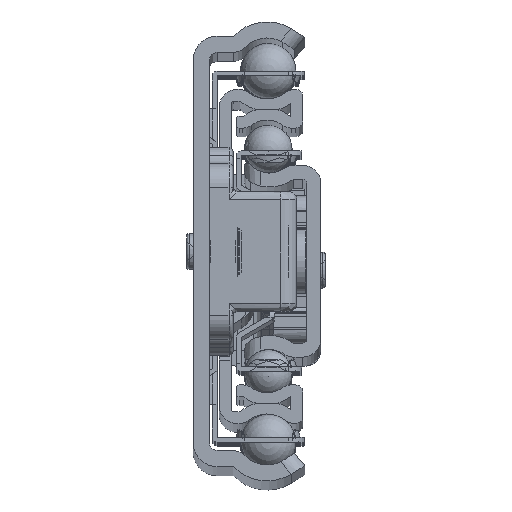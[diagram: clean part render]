
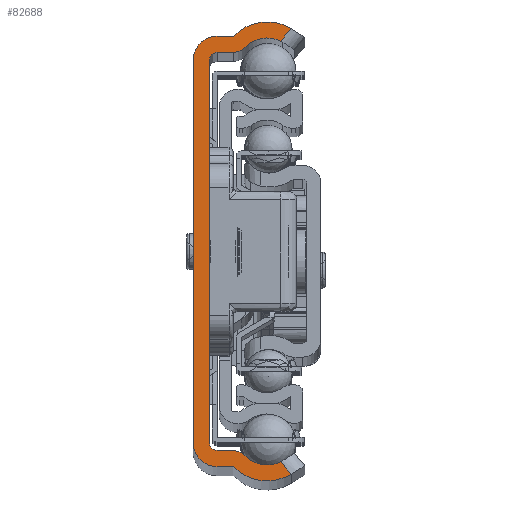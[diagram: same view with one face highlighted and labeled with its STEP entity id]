
A CAD part, top view. The second image highlights one B-rep face of the part: STEP entity #82688.
In plain terms, the highlighted planar face has unit normal (0, 0, 1).
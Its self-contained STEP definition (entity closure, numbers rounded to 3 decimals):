
#8554=LINE('',#142595,#14579);
#8576=LINE('',#142683,#14601);
#8584=LINE('',#142729,#14609);
#8595=LINE('',#142789,#14620);
#8599=LINE('',#142801,#14624);
#8603=LINE('',#142813,#14628);
#8608=LINE('',#142830,#14633);
#8612=LINE('',#142844,#14637);
#14579=VECTOR('',#101187,10.);
#14601=VECTOR('',#101275,10.);
#14609=VECTOR('',#101305,10.);
#14620=VECTOR('',#101352,10.);
#14624=VECTOR('',#101364,10.);
#14628=VECTOR('',#101376,10.);
#14633=VECTOR('',#101397,10.);
#14637=VECTOR('',#101415,10.);
#18673=PLANE('',#88254);
#21760=FACE_OUTER_BOUND('',#26043,.T.);
#26043=EDGE_LOOP('',(#63469,#63470,#63471,#63472,#63473,#63474,#63475,#63476,
#63477,#63478,#63479,#63480,#63481,#63482,#63483,#63484,#63485,#63486));
#29672=CIRCLE('',#88206,5.8);
#29674=CIRCLE('',#88215,3.8);
#29675=CIRCLE('',#88225,3.8);
#29677=CIRCLE('',#88228,2.);
#29679=CIRCLE('',#88232,1.);
#29681=CIRCLE('',#88236,1.);
#29683=CIRCLE('',#88240,2.);
#29685=CIRCLE('',#88244,5.8);
#29687=CIRCLE('',#88248,3.);
#29689=CIRCLE('',#88251,3.);
#35066=VERTEX_POINT('',#142593);
#35067=VERTEX_POINT('',#142594);
#35095=VERTEX_POINT('',#142677);
#35096=VERTEX_POINT('',#142682);
#35103=VERTEX_POINT('',#142704);
#35110=VERTEX_POINT('',#142723);
#35111=VERTEX_POINT('',#142728);
#35115=VERTEX_POINT('',#142744);
#35122=VERTEX_POINT('',#142776);
#35124=VERTEX_POINT('',#142782);
#35126=VERTEX_POINT('',#142788);
#35128=VERTEX_POINT('',#142794);
#35130=VERTEX_POINT('',#142800);
#35132=VERTEX_POINT('',#142806);
#35134=VERTEX_POINT('',#142812);
#35136=VERTEX_POINT('',#142823);
#35138=VERTEX_POINT('',#142829);
#35140=VERTEX_POINT('',#142838);
#45266=EDGE_CURVE('',#35066,#35067,#8554,.T.);
#45309=EDGE_CURVE('',#35095,#35096,#8576,.T.);
#45318=EDGE_CURVE('',#35103,#35095,#29672,.T.);
#45327=EDGE_CURVE('',#35110,#35111,#8584,.T.);
#45333=EDGE_CURVE('',#35115,#35110,#29674,.T.);
#45345=EDGE_CURVE('',#35096,#35122,#29675,.T.);
#45348=EDGE_CURVE('',#35122,#35124,#29677,.T.);
#45351=EDGE_CURVE('',#35124,#35126,#8595,.T.);
#45354=EDGE_CURVE('',#35126,#35128,#29679,.T.);
#45357=EDGE_CURVE('',#35128,#35130,#8599,.T.);
#45360=EDGE_CURVE('',#35130,#35132,#29681,.T.);
#45363=EDGE_CURVE('',#35132,#35134,#8603,.T.);
#45366=EDGE_CURVE('',#35134,#35115,#29683,.T.);
#45369=EDGE_CURVE('',#35111,#35136,#29685,.T.);
#45372=EDGE_CURVE('',#35136,#35138,#8608,.T.);
#45375=EDGE_CURVE('',#35138,#35066,#29687,.T.);
#45377=EDGE_CURVE('',#35067,#35140,#29689,.T.);
#45380=EDGE_CURVE('',#35140,#35103,#8612,.T.);
#63469=ORIENTED_EDGE('',*,*,#45309,.F.);
#63470=ORIENTED_EDGE('',*,*,#45318,.F.);
#63471=ORIENTED_EDGE('',*,*,#45380,.F.);
#63472=ORIENTED_EDGE('',*,*,#45377,.F.);
#63473=ORIENTED_EDGE('',*,*,#45266,.F.);
#63474=ORIENTED_EDGE('',*,*,#45375,.F.);
#63475=ORIENTED_EDGE('',*,*,#45372,.F.);
#63476=ORIENTED_EDGE('',*,*,#45369,.F.);
#63477=ORIENTED_EDGE('',*,*,#45327,.F.);
#63478=ORIENTED_EDGE('',*,*,#45333,.F.);
#63479=ORIENTED_EDGE('',*,*,#45366,.F.);
#63480=ORIENTED_EDGE('',*,*,#45363,.F.);
#63481=ORIENTED_EDGE('',*,*,#45360,.F.);
#63482=ORIENTED_EDGE('',*,*,#45357,.F.);
#63483=ORIENTED_EDGE('',*,*,#45354,.F.);
#63484=ORIENTED_EDGE('',*,*,#45351,.F.);
#63485=ORIENTED_EDGE('',*,*,#45348,.F.);
#63486=ORIENTED_EDGE('',*,*,#45345,.F.);
#82688=ADVANCED_FACE('',(#21760),#18673,.T.);
#88206=AXIS2_PLACEMENT_3D('',#142706,#101287,#101288);
#88215=AXIS2_PLACEMENT_3D('',#142746,#101312,#101313);
#88225=AXIS2_PLACEMENT_3D('',#142777,#101338,#101339);
#88228=AXIS2_PLACEMENT_3D('',#142783,#101345,#101346);
#88232=AXIS2_PLACEMENT_3D('',#142795,#101357,#101358);
#88236=AXIS2_PLACEMENT_3D('',#142807,#101369,#101370);
#88240=AXIS2_PLACEMENT_3D('',#142818,#101381,#101382);
#88244=AXIS2_PLACEMENT_3D('',#142824,#101390,#101391);
#88248=AXIS2_PLACEMENT_3D('',#142835,#101402,#101403);
#88251=AXIS2_PLACEMENT_3D('',#142839,#101408,#101409);
#88254=AXIS2_PLACEMENT_3D('',#142846,#101417,#101418);
#101187=DIRECTION('',(0.,1.,0.));
#101275=DIRECTION('',(-0.653,-0.757,0.));
#101287=DIRECTION('center_axis',(0.,0.,-1.));
#101288=DIRECTION('ref_axis',(-0.525,-0.851,0.));
#101305=DIRECTION('',(0.653,-0.757,0.));
#101312=DIRECTION('center_axis',(0.,0.,1.));
#101313=DIRECTION('ref_axis',(-0.724,-0.69,0.));
#101338=DIRECTION('center_axis',(0.,0.,1.));
#101339=DIRECTION('ref_axis',(0.525,0.851,0.));
#101345=DIRECTION('center_axis',(0.,0.,-1.));
#101346=DIRECTION('ref_axis',(0.,1.,0.));
#101352=DIRECTION('',(-1.,0.,0.));
#101357=DIRECTION('center_axis',(0.,0.,1.));
#101358=DIRECTION('ref_axis',(0.,1.,0.));
#101364=DIRECTION('',(0.,-1.,0.));
#101369=DIRECTION('center_axis',(0.,0.,1.));
#101370=DIRECTION('ref_axis',(-1.,0.,0.));
#101376=DIRECTION('',(1.,0.,0.));
#101381=DIRECTION('center_axis',(0.,0.,-1.));
#101382=DIRECTION('ref_axis',(-0.724,-0.69,0.));
#101390=DIRECTION('center_axis',(0.,0.,-1.));
#101391=DIRECTION('ref_axis',(0.724,0.69,0.));
#101397=DIRECTION('',(-1.,0.,0.));
#101402=DIRECTION('center_axis',(0.,0.,-1.));
#101403=DIRECTION('ref_axis',(1.,0.,0.));
#101408=DIRECTION('center_axis',(0.,0.,-1.));
#101409=DIRECTION('ref_axis',(0.,-1.,0.));
#101415=DIRECTION('',(1.,0.,0.));
#101417=DIRECTION('center_axis',(0.,0.,1.));
#101418=DIRECTION('ref_axis',(1.,0.,0.));
#142593=CARTESIAN_POINT('',(-9.25,-23.9,650.));
#142594=CARTESIAN_POINT('',(-9.25,23.9,650.));
#142595=CARTESIAN_POINT('',(-9.25,-23.9,650.));
#142677=CARTESIAN_POINT('',(3.027,27.848,650.));
#142682=CARTESIAN_POINT('',(1.693,26.302,650.));
#142683=CARTESIAN_POINT('',(-5.642,17.798,650.));
#142704=CARTESIAN_POINT('',(-4.2,26.9,650.));
#142706=CARTESIAN_POINT('Origin',(0.,22.9,
650.));
#142723=CARTESIAN_POINT('',(1.693,-26.302,650.));
#142728=CARTESIAN_POINT('',(3.027,-27.848,650.));
#142729=CARTESIAN_POINT('',(-6.304,-17.031,650.));
#142744=CARTESIAN_POINT('',(-2.752,-25.521,650.));
#142746=CARTESIAN_POINT('Origin',(0.,-22.9,
650.));
#142776=CARTESIAN_POINT('',(-2.752,25.521,650.));
#142777=CARTESIAN_POINT('Origin',(0.,22.9,
650.));
#142782=CARTESIAN_POINT('',(-4.2,24.9,650.));
#142783=CARTESIAN_POINT('Origin',(-4.2,26.9,650.));
#142788=CARTESIAN_POINT('',(-6.25,24.9,650.));
#142789=CARTESIAN_POINT('',(-4.2,24.9,650.));
#142794=CARTESIAN_POINT('',(-7.25,23.9,650.));
#142795=CARTESIAN_POINT('Origin',(-6.25,23.9,650.));
#142800=CARTESIAN_POINT('',(-7.25,-23.9,650.));
#142801=CARTESIAN_POINT('',(-7.25,23.9,650.));
#142806=CARTESIAN_POINT('',(-6.25,-24.9,650.));
#142807=CARTESIAN_POINT('Origin',(-6.25,-23.9,650.));
#142812=CARTESIAN_POINT('',(-4.2,-24.9,650.));
#142813=CARTESIAN_POINT('',(-6.25,-24.9,650.));
#142818=CARTESIAN_POINT('Origin',(-4.2,-26.9,650.));
#142823=CARTESIAN_POINT('',(-4.2,-26.9,650.));
#142824=CARTESIAN_POINT('Origin',(0.,-22.9,
650.));
#142829=CARTESIAN_POINT('',(-6.25,-26.9,650.));
#142830=CARTESIAN_POINT('',(-4.2,-26.9,650.));
#142835=CARTESIAN_POINT('Origin',(-6.25,-23.9,650.));
#142838=CARTESIAN_POINT('',(-6.25,26.9,650.));
#142839=CARTESIAN_POINT('Origin',(-6.25,23.9,650.));
#142844=CARTESIAN_POINT('',(-6.25,26.9,650.));
#142846=CARTESIAN_POINT('Origin',(-5.819,0.,
650.));
